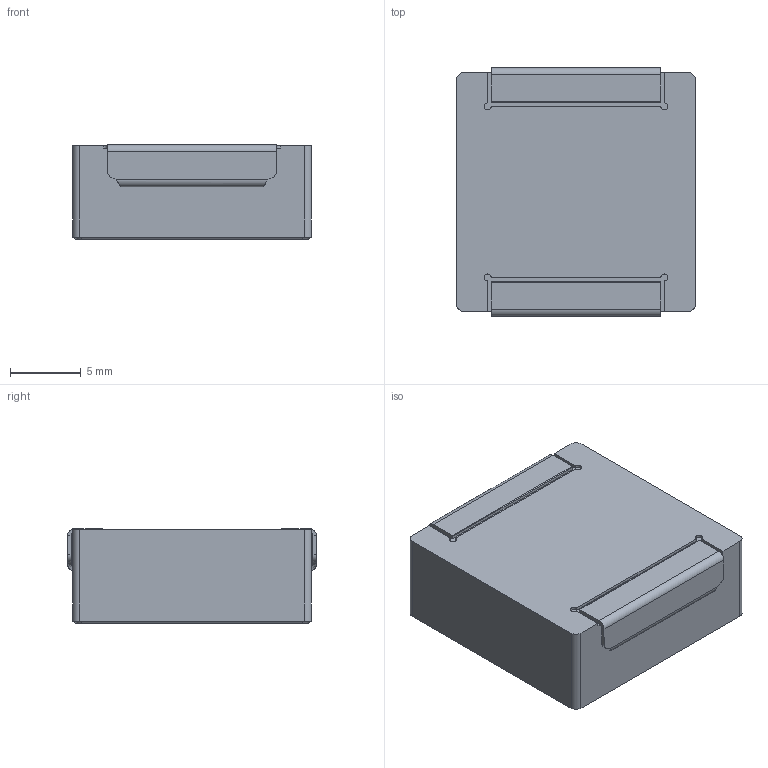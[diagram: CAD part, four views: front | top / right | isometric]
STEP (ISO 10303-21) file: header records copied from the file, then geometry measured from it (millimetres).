
FILE_DESCRIPTION(/* description */ (''),/* implementation_level */ '2;1');
FILE_NAME(/* name */ 'TMHC1707.stp',/* time_stamp */ '2018-10-25T13:47:15+08:00',/* author */ (''),/* organization */ (''),/* preprocessor_version */ 'ST-DEVELOPER v16.7',/* originating_system */ 'SIEMENS PLM Software NX 12.0',/* authorisation */ '');
FILE_SCHEMA (('AUTOMOTIVE_DESIGN { 1 0 10303 214 3 1 1 1 }'));
Length unit declared in the file: millimetre
Products named in the file (1): TMHC1707
Bounding box: 16.9 x 17.6 x 6.71 mm (x, y, z)
Surface area: 2317.4 mm2
Topology: 18 solids, 18 shells, 377 faces, 849 edges, 509 vertices
Faces by surface type: torus 136, plane 126, cylinder 58, extrusion 45, bspline 8, cone 4
Full cylindrical faces by diameter (mm): 0.85 x6
Entity records: 10437 total; most frequent: CARTESIAN_POINT 2737, DIRECTION 1447, ORIENTED_EDGE 1422, EDGE_CURVE 711, AXIS2_PLACEMENT_3D 570, EDGE_LOOP 520, VERTEX_POINT 509, ADVANCED_FACE 377
